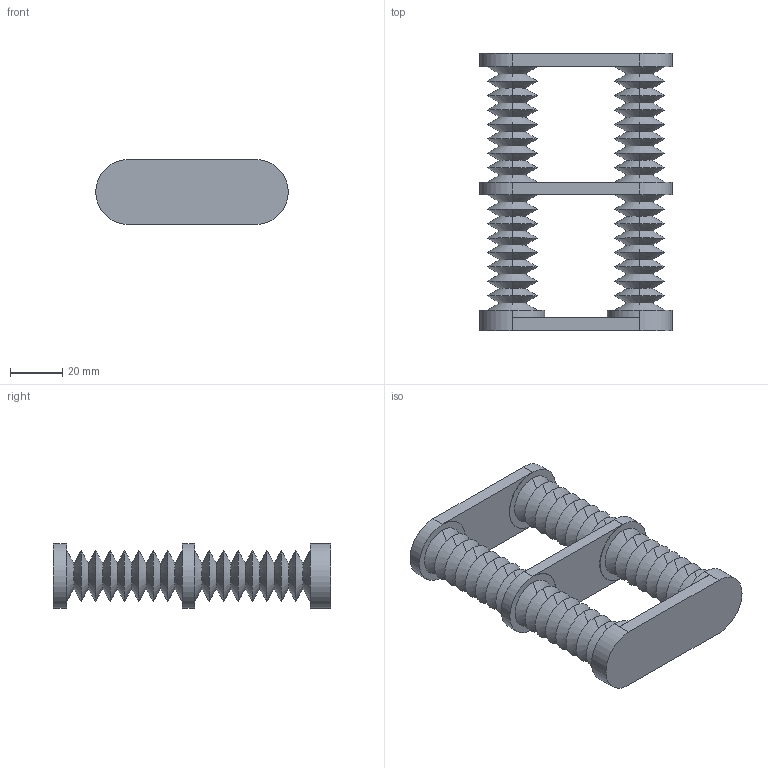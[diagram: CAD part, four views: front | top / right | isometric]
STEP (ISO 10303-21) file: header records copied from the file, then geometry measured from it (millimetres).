
FILE_DESCRIPTION (( 'STEP AP214' ), '1' );
FILE_NAME ('Part1.STEP', '2019-12-06T11:05:19', ( '' ), ( '' ), 'SwSTEP 2.0', 'SolidWorks 2018', '' );
FILE_SCHEMA (( 'AUTOMOTIVE_DESIGN' ));
Length unit declared in the file: millimetre
Products named in the file (1): Part1
Bounding box: 73.33 x 105.61 x 24.75 mm (x, y, z)
Volume: 50978.9 mm3; surface area: 34468.4 mm2
Topology: 1 solids, 5 shells, 298 faces, 596 edges, 312 vertices
Faces by surface type: cone 256, plane 28, cylinder 14
Entity records: 7546 total; most frequent: DIRECTION 1494, CARTESIAN_POINT 1207, ORIENTED_EDGE 1192, AXIS2_PLACEMENT_3D 599, EDGE_CURVE 596, VERTEX_POINT 312, EDGE_LOOP 306, CIRCLE 300
